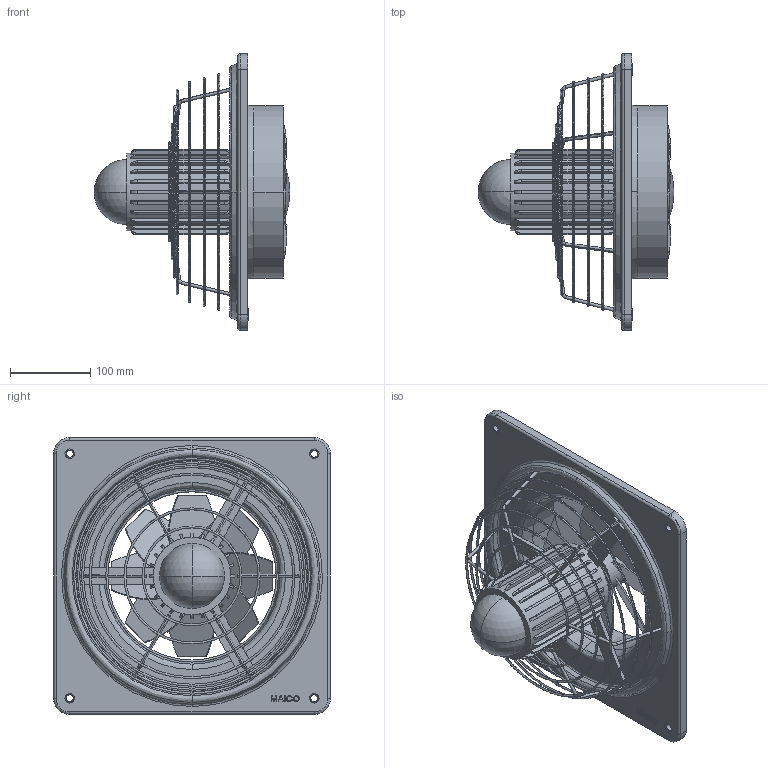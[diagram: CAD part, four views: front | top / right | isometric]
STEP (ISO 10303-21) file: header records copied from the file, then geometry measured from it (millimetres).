
FILE_DESCRIPTION (( 'STEP AP214' ), '1' );
FILE_NAME ('0083-0116.STEP', '2015-05-11T07:56:56', ( '' ), ( '' ), 'SwSTEP 2.0', 'SolidWorks 2013', '' );
FILE_SCHEMA (( 'AUTOMOTIVE_DESIGN' ));
Length unit declared in the file: millimetre
Products named in the file (1): 0083-0116
Bounding box: 244 x 345 x 345 mm (x, y, z)
Volume: 1685415.8 mm3; surface area: 527586.6 mm2
Topology: 1 solids, 1 shells, 578 faces, 1654 edges, 1061 vertices
Faces by surface type: plane 289, cylinder 108, bspline 92, torus 48, cone 35, sphere 6
Entity records: 33085 total; most frequent: CARTESIAN_POINT 12286, ORIENTED_EDGE 3300, DIRECTION 2649, EDGE_CURVE 1650, VERTEX_POINT 1061, AXIS2_PLACEMENT_3D 932, LINE 785, VECTOR 785
